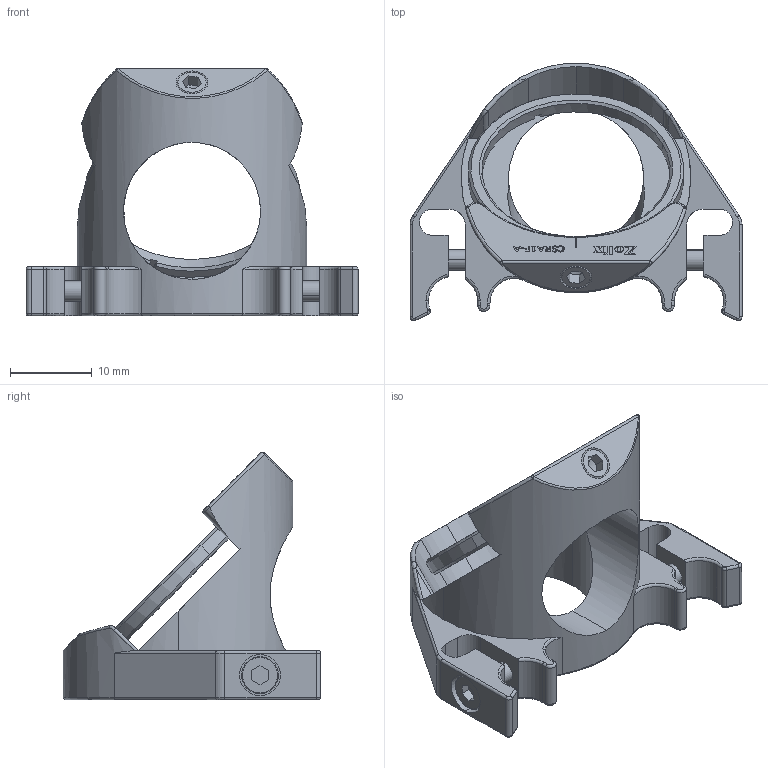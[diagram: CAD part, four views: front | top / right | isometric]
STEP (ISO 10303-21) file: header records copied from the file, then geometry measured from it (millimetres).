
FILE_DESCRIPTION (( 'STEP AP203' ), '1' );
FILE_NAME ('CSRA1F-A.STEP', '2025-08-25T07:19:02', ( '' ), ( '' ), 'SwSTEP 2.0', 'SolidWorks 2020', '' );
FILE_SCHEMA (( 'CONFIG_CONTROL_DESIGN' ));
Length unit declared in the file: millimetre
Products named in the file (1): CSRA1F-A
Bounding box: 40.5 x 31.41 x 30.2 mm (x, y, z)
Volume: 5638.6 mm3; surface area: 5076.1 mm2
Topology: 5 solids, 5 shells, 552 faces, 1458 edges, 935 vertices
Faces by surface type: plane 300, cylinder 95, bspline 76, torus 49, cone 30, sphere 2
Entity records: 78802 total; most frequent: CARTESIAN_POINT 26578, ORIENTED_EDGE 12088, DIRECTION 9228, EDGE_CURVE 6044, VERTEX_POINT 4195, LINE 3604, VECTOR 3604, AXIS2_PLACEMENT_3D 2812
